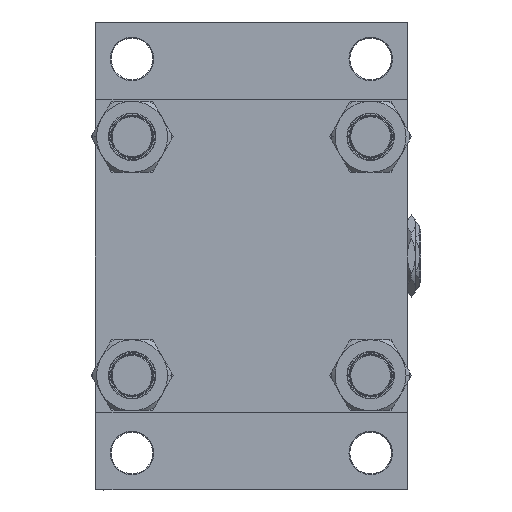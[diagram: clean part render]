
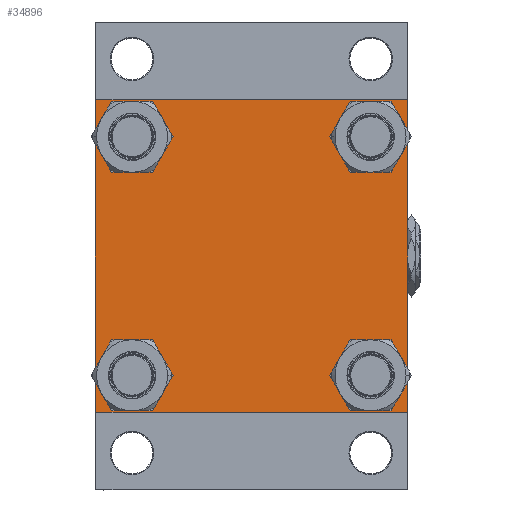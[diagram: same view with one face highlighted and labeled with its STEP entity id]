
A CAD part, left-side view. The second image highlights one B-rep face of the part: STEP entity #34896.
In plain terms, the highlighted planar face has unit normal (-1, 0, 0).
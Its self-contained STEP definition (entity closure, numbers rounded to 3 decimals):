
#12 = EDGE_CURVE ( 'NONE', #12607, #3523, #34839, .T. ) ;
#43 = VERTEX_POINT ( 'NONE', #38847 ) ;
#268 = EDGE_CURVE ( 'NONE', #45111, #16393, #15462, .T. ) ;
#275 = EDGE_LOOP ( 'NONE', ( #892, #2296 ) ) ;
#411 = EDGE_CURVE ( 'NONE', #16393, #45111, #32231, .T. ) ;
#608 = DIRECTION ( 'NONE',  ( 1., 0., 0. ) ) ;
#613 = VERTEX_POINT ( 'NONE', #19712 ) ;
#851 = DIRECTION ( 'NONE',  ( 0., 0., 1. ) ) ;
#892 = ORIENTED_EDGE ( 'NONE', *, *, #10630, .T. ) ;
#1139 = CIRCLE ( 'NONE', #20321, 11.5 ) ;
#1196 = EDGE_CURVE ( 'NONE', #43, #46954, #41982, .T. ) ;
#1365 = CARTESIAN_POINT ( 'NONE',  ( 0., 62.95, -74.45 ) ) ;
#2296 = ORIENTED_EDGE ( 'NONE', *, *, #23935, .T. ) ;
#2879 = FACE_BOUND ( 'NONE', #26494, .T. ) ;
#2899 = DIRECTION ( 'NONE',  ( 0., 0., 1. ) ) ;
#3379 = PLANE ( 'NONE',  #47059 ) ;
#3523 = VERTEX_POINT ( 'NONE', #37214 ) ;
#3695 = CARTESIAN_POINT ( 'NONE',  ( 0., 62.95, -62.95 ) ) ;
#3704 = DIRECTION ( 'NONE',  ( 0., 0., 1. ) ) ;
#3803 = DIRECTION ( 'NONE',  ( 0., -1., 0. ) ) ;
#3838 = DIRECTION ( 'NONE',  ( 0., 0.707, -0.707 ) ) ;
#4120 = CARTESIAN_POINT ( 'NONE',  ( 0., -82.5, 82.5 ) ) ;
#4296 = AXIS2_PLACEMENT_3D ( 'NONE', #28487, #36001, #4995 ) ;
#4365 = ORIENTED_EDGE ( 'NONE', *, *, #37543, .T. ) ;
#4842 = CARTESIAN_POINT ( 'NONE',  ( 0., -82., 82.5 ) ) ;
#4845 = AXIS2_PLACEMENT_3D ( 'NONE', #37973, #34449, #3704 ) ;
#4995 = DIRECTION ( 'NONE',  ( 0., 0., 1. ) ) ;
#5088 = DIRECTION ( 'NONE',  ( 0., -1., 0. ) ) ;
#6221 = DIRECTION ( 'NONE',  ( 0., 0., 1. ) ) ;
#6825 = AXIS2_PLACEMENT_3D ( 'NONE', #29600, #25847, #6838 ) ;
#6838 = DIRECTION ( 'NONE',  ( 0., 0., 1. ) ) ;
#7050 = DIRECTION ( 'NONE',  ( 1., 0., 0. ) ) ;
#7369 = VECTOR ( 'NONE', #23618, 1000. ) ;
#7492 = AXIS2_PLACEMENT_3D ( 'NONE', #44749, #44012, #6221 ) ;
#7597 = CARTESIAN_POINT ( 'NONE',  ( 0., -62.95, 74.45 ) ) ;
#7780 = CARTESIAN_POINT ( 'NONE',  ( 0., 82.5, 82.5 ) ) ;
#7928 = VECTOR ( 'NONE', #5088, 1000. ) ;
#7992 = VERTEX_POINT ( 'NONE', #14665 ) ;
#9562 = EDGE_CURVE ( 'NONE', #41226, #19109, #20835, .T. ) ;
#9634 = ORIENTED_EDGE ( 'NONE', *, *, #47042, .T. ) ;
#9859 = VECTOR ( 'NONE', #42203, 1000. ) ;
#10369 = ORIENTED_EDGE ( 'NONE', *, *, #9562, .T. ) ;
#10630 = EDGE_CURVE ( 'NONE', #18201, #7992, #13609, .T. ) ;
#10815 = ORIENTED_EDGE ( 'NONE', *, *, #36300, .T. ) ;
#10862 = FACE_BOUND ( 'NONE', #30522, .T. ) ;
#12607 = VERTEX_POINT ( 'NONE', #18986 ) ;
#12869 = CARTESIAN_POINT ( 'NONE',  ( 0., 62.95, -51.45 ) ) ;
#13609 = CIRCLE ( 'NONE', #18393, 11.5 ) ;
#13975 = CARTESIAN_POINT ( 'NONE',  ( 0., -82.5, 82. ) ) ;
#14133 = CARTESIAN_POINT ( 'NONE',  ( 0., 0., 0. ) ) ;
#14650 = VECTOR ( 'NONE', #3803, 1000. ) ;
#14665 = CARTESIAN_POINT ( 'NONE',  ( 0., -62.95, 51.45 ) ) ;
#14877 = VERTEX_POINT ( 'NONE', #13975 ) ;
#15185 = ORIENTED_EDGE ( 'NONE', *, *, #411, .T. ) ;
#15462 = CIRCLE ( 'NONE', #4296, 11.5 ) ;
#15944 = VECTOR ( 'NONE', #37441, 1000. ) ;
#16393 = VERTEX_POINT ( 'NONE', #20563 ) ;
#16614 = CARTESIAN_POINT ( 'NONE',  ( 0., -82.5, -82. ) ) ;
#17915 = LINE ( 'NONE', #37681, #24216 ) ;
#17935 = LINE ( 'NONE', #26412, #15944 ) ;
#18201 = VERTEX_POINT ( 'NONE', #7597 ) ;
#18366 = AXIS2_PLACEMENT_3D ( 'NONE', #3695, #608, #851 ) ;
#18393 = AXIS2_PLACEMENT_3D ( 'NONE', #45588, #21820, #37335 ) ;
#18649 = DIRECTION ( 'NONE',  ( 1., 0., 0. ) ) ;
#18986 = CARTESIAN_POINT ( 'NONE',  ( 0., 82., 82.5 ) ) ;
#19109 = VERTEX_POINT ( 'NONE', #45109 ) ;
#19638 = ORIENTED_EDGE ( 'NONE', *, *, #49126, .T. ) ;
#19712 = CARTESIAN_POINT ( 'NONE',  ( 0., 82.5, -82. ) ) ;
#20015 = CIRCLE ( 'NONE', #4845, 11.5 ) ;
#20321 = AXIS2_PLACEMENT_3D ( 'NONE', #33401, #18649, #2899 ) ;
#20563 = CARTESIAN_POINT ( 'NONE',  ( 0., -62.95, -74.45 ) ) ;
#20835 = LINE ( 'NONE', #47849, #7928 ) ;
#20991 = EDGE_CURVE ( 'NONE', #3523, #613, #17915, .T. ) ;
#21261 = ORIENTED_EDGE ( 'NONE', *, *, #20991, .T. ) ;
#21820 = DIRECTION ( 'NONE',  ( 1., 0., 0. ) ) ;
#23476 = AXIS2_PLACEMENT_3D ( 'NONE', #49099, #7050, #34319 ) ;
#23618 = DIRECTION ( 'NONE',  ( 0., 0., -1. ) ) ;
#23935 = EDGE_CURVE ( 'NONE', #7992, #18201, #1139, .T. ) ;
#23939 = ORIENTED_EDGE ( 'NONE', *, *, #268, .T. ) ;
#24172 = VERTEX_POINT ( 'NONE', #16614 ) ;
#24216 = VECTOR ( 'NONE', #33172, 1000. ) ;
#25030 = LINE ( 'NONE', #33508, #44976 ) ;
#25847 = DIRECTION ( 'NONE',  ( 1., 0., 0. ) ) ;
#26120 = FACE_OUTER_BOUND ( 'NONE', #35689, .T. ) ;
#26279 = CARTESIAN_POINT ( 'NONE',  ( 0., 82., -82.5 ) ) ;
#26412 = CARTESIAN_POINT ( 'NONE',  ( 0., 82.25, -82.25 ) ) ;
#26494 = EDGE_LOOP ( 'NONE', ( #19638, #27960 ) ) ;
#26928 = CARTESIAN_POINT ( 'NONE',  ( 0., -82.25, -82.25 ) ) ;
#27659 = CARTESIAN_POINT ( 'NONE',  ( 0., -62.95, -51.45 ) ) ;
#27960 = ORIENTED_EDGE ( 'NONE', *, *, #1196, .T. ) ;
#28487 = CARTESIAN_POINT ( 'NONE',  ( 0., -62.95, -62.95 ) ) ;
#29379 = FACE_BOUND ( 'NONE', #33934, .T. ) ;
#29600 = CARTESIAN_POINT ( 'NONE',  ( 0., 62.95, 62.95 ) ) ;
#29875 = ORIENTED_EDGE ( 'NONE', *, *, #44820, .F. ) ;
#30125 = DIRECTION ( 'NONE',  ( 0., 0., 1. ) ) ;
#30522 = EDGE_LOOP ( 'NONE', ( #4365, #42391 ) ) ;
#30619 = LINE ( 'NONE', #4120, #7369 ) ;
#32231 = CIRCLE ( 'NONE', #7492, 11.5 ) ;
#32315 = VERTEX_POINT ( 'NONE', #12869 ) ;
#33172 = DIRECTION ( 'NONE',  ( 0., 0., -1. ) ) ;
#33401 = CARTESIAN_POINT ( 'NONE',  ( 0., -62.95, 62.95 ) ) ;
#33508 = CARTESIAN_POINT ( 'NONE',  ( 0., -82.25, 82.25 ) ) ;
#33883 = FACE_BOUND ( 'NONE', #275, .T. ) ;
#33934 = EDGE_LOOP ( 'NONE', ( #23939, #15185 ) ) ;
#34319 = DIRECTION ( 'NONE',  ( 0., 0., 1. ) ) ;
#34392 = ORIENTED_EDGE ( 'NONE', *, *, #42286, .F. ) ;
#34449 = DIRECTION ( 'NONE',  ( 1., 0., 0. ) ) ;
#34839 = LINE ( 'NONE', #38110, #47430 ) ;
#34896 = ADVANCED_FACE ( 'NONE', ( #33883, #29379, #10862, #2879, #26120 ), #3379, .T. ) ;
#35689 = EDGE_LOOP ( 'NONE', ( #21261, #10815, #10369, #46271, #34392, #9634, #29875, #37276 ) ) ;
#36001 = DIRECTION ( 'NONE',  ( 1., 0., 0. ) ) ;
#36300 = EDGE_CURVE ( 'NONE', #613, #41226, #17935, .T. ) ;
#36542 = DIRECTION ( 'NONE',  ( 0., 0.707, 0.707 ) ) ;
#36595 = VERTEX_POINT ( 'NONE', #4842 ) ;
#37214 = CARTESIAN_POINT ( 'NONE',  ( 0., 82.5, 82. ) ) ;
#37276 = ORIENTED_EDGE ( 'NONE', *, *, #12, .T. ) ;
#37335 = DIRECTION ( 'NONE',  ( 0., 0., 1. ) ) ;
#37441 = DIRECTION ( 'NONE',  ( 0., -0.707, -0.707 ) ) ;
#37543 = EDGE_CURVE ( 'NONE', #32315, #39740, #39944, .T. ) ;
#37681 = CARTESIAN_POINT ( 'NONE',  ( 0., 82.5, 82.5 ) ) ;
#37973 = CARTESIAN_POINT ( 'NONE',  ( 0., 62.95, -62.95 ) ) ;
#38075 = LINE ( 'NONE', #7780, #14650 ) ;
#38110 = CARTESIAN_POINT ( 'NONE',  ( 0., 82.25, 82.25 ) ) ;
#38549 = EDGE_CURVE ( 'NONE', #39740, #32315, #20015, .T. ) ;
#38847 = CARTESIAN_POINT ( 'NONE',  ( 0., 62.95, 51.45 ) ) ;
#39313 = CARTESIAN_POINT ( 'NONE',  ( 0., 62.95, 74.45 ) ) ;
#39740 = VERTEX_POINT ( 'NONE', #1365 ) ;
#39944 = CIRCLE ( 'NONE', #18366, 11.5 ) ;
#41226 = VERTEX_POINT ( 'NONE', #26279 ) ;
#41386 = DIRECTION ( 'NONE',  ( -1., 0., 0. ) ) ;
#41982 = CIRCLE ( 'NONE', #6825, 11.5 ) ;
#42203 = DIRECTION ( 'NONE',  ( 0., -0.707, 0.707 ) ) ;
#42286 = EDGE_CURVE ( 'NONE', #14877, #24172, #30619, .T. ) ;
#42391 = ORIENTED_EDGE ( 'NONE', *, *, #38549, .T. ) ;
#44012 = DIRECTION ( 'NONE',  ( 1., 0., 0. ) ) ;
#44749 = CARTESIAN_POINT ( 'NONE',  ( 0., -62.95, -62.95 ) ) ;
#44820 = EDGE_CURVE ( 'NONE', #12607, #36595, #38075, .T. ) ;
#44976 = VECTOR ( 'NONE', #36542, 1000. ) ;
#45109 = CARTESIAN_POINT ( 'NONE',  ( 0., -82., -82.5 ) ) ;
#45111 = VERTEX_POINT ( 'NONE', #27659 ) ;
#45588 = CARTESIAN_POINT ( 'NONE',  ( 0., -62.95, 62.95 ) ) ;
#46271 = ORIENTED_EDGE ( 'NONE', *, *, #48614, .T. ) ;
#46954 = VERTEX_POINT ( 'NONE', #39313 ) ;
#47042 = EDGE_CURVE ( 'NONE', #14877, #36595, #25030, .T. ) ;
#47059 = AXIS2_PLACEMENT_3D ( 'NONE', #14133, #41386, #30125 ) ;
#47430 = VECTOR ( 'NONE', #3838, 1000. ) ;
#47849 = CARTESIAN_POINT ( 'NONE',  ( 0., 82.5, -82.5 ) ) ;
#48614 = EDGE_CURVE ( 'NONE', #19109, #24172, #49471, .T. ) ;
#49045 = CIRCLE ( 'NONE', #23476, 11.5 ) ;
#49099 = CARTESIAN_POINT ( 'NONE',  ( 0., 62.95, 62.95 ) ) ;
#49126 = EDGE_CURVE ( 'NONE', #46954, #43, #49045, .T. ) ;
#49471 = LINE ( 'NONE', #26928, #9859 ) ;
